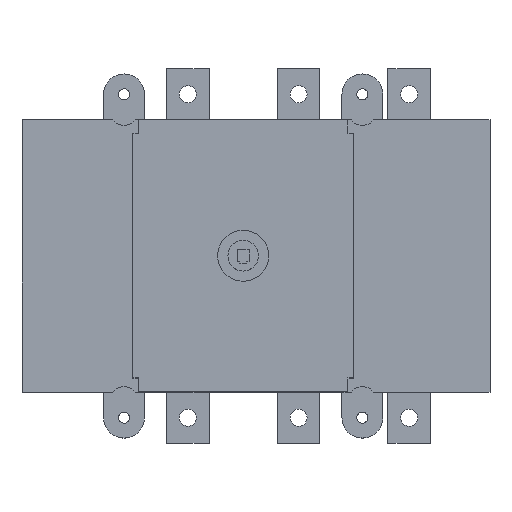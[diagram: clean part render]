
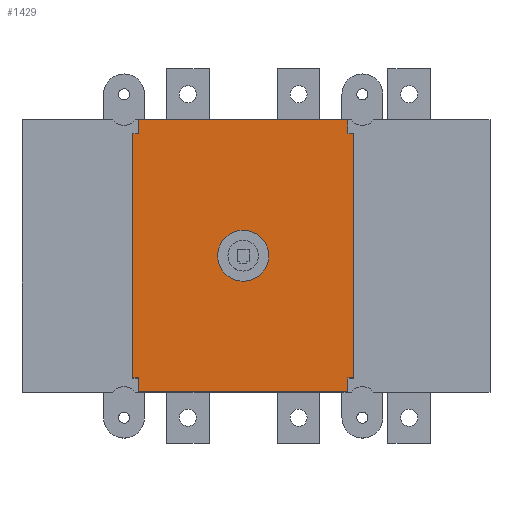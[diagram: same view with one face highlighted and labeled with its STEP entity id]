
A CAD part, top view. The second image highlights one B-rep face of the part: STEP entity #1429.
In plain terms, the highlighted planar face has unit normal (0, 0, 1).
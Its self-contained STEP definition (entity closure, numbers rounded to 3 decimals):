
#86=FACE_BOUND('',#323,.T.);
#175=FACE_OUTER_BOUND('',#322,.T.);
#322=EDGE_LOOP('',(#1178,#1179,#1180,#1181,#1182,#1183,#1184,#1185,#1186,
#1187,#1188,#1189));
#323=EDGE_LOOP('',(#1190));
#490=VERTEX_POINT('',#3041);
#491=VERTEX_POINT('',#3043);
#492=VERTEX_POINT('',#3047);
#493=VERTEX_POINT('',#3051);
#494=VERTEX_POINT('',#3055);
#495=VERTEX_POINT('',#3059);
#496=VERTEX_POINT('',#3063);
#497=VERTEX_POINT('',#3067);
#498=VERTEX_POINT('',#3071);
#499=VERTEX_POINT('',#3073);
#500=VERTEX_POINT('',#3075);
#501=VERTEX_POINT('',#3077);
#502=VERTEX_POINT('',#3080);
#719=EDGE_CURVE('',#490,#491,#1606,.T.);
#722=EDGE_CURVE('',#492,#490,#1609,.T.);
#724=EDGE_CURVE('',#493,#492,#1611,.T.);
#726=EDGE_CURVE('',#494,#493,#1613,.T.);
#728=EDGE_CURVE('',#495,#494,#1615,.T.);
#730=EDGE_CURVE('',#496,#495,#1617,.T.);
#732=EDGE_CURVE('',#497,#496,#1619,.T.);
#733=EDGE_CURVE('',#491,#498,#1620,.T.);
#734=EDGE_CURVE('',#499,#497,#1621,.T.);
#735=EDGE_CURVE('',#500,#499,#1622,.T.);
#736=EDGE_CURVE('',#501,#500,#1623,.T.);
#737=EDGE_CURVE('',#498,#501,#1624,.T.);
#738=EDGE_CURVE('',#502,#502,#1922,.T.);
#1178=ORIENTED_EDGE('',*,*,#733,.F.);
#1179=ORIENTED_EDGE('',*,*,#719,.F.);
#1180=ORIENTED_EDGE('',*,*,#722,.F.);
#1181=ORIENTED_EDGE('',*,*,#724,.F.);
#1182=ORIENTED_EDGE('',*,*,#726,.F.);
#1183=ORIENTED_EDGE('',*,*,#728,.F.);
#1184=ORIENTED_EDGE('',*,*,#730,.F.);
#1185=ORIENTED_EDGE('',*,*,#732,.F.);
#1186=ORIENTED_EDGE('',*,*,#734,.F.);
#1187=ORIENTED_EDGE('',*,*,#735,.F.);
#1188=ORIENTED_EDGE('',*,*,#736,.F.);
#1189=ORIENTED_EDGE('',*,*,#737,.F.);
#1190=ORIENTED_EDGE('',*,*,#738,.T.);
#1328=PLANE('',#2059);
#1429=ADVANCED_FACE('',(#175,#86),#1328,.T.);
#1606=LINE('',#3044,#1810);
#1609=LINE('',#3049,#1813);
#1611=LINE('',#3053,#1815);
#1613=LINE('',#3057,#1817);
#1615=LINE('',#3061,#1819);
#1617=LINE('',#3065,#1821);
#1619=LINE('',#3069,#1823);
#1620=LINE('',#3072,#1824);
#1621=LINE('',#3074,#1825);
#1622=LINE('',#3076,#1826);
#1623=LINE('',#3078,#1827);
#1624=LINE('',#3079,#1828);
#1810=VECTOR('',#2493,10.);
#1813=VECTOR('',#2498,10.);
#1815=VECTOR('',#2502,10.);
#1817=VECTOR('',#2506,10.);
#1819=VECTOR('',#2510,10.);
#1821=VECTOR('',#2514,10.);
#1823=VECTOR('',#2518,10.);
#1824=VECTOR('',#2521,10.);
#1825=VECTOR('',#2522,10.);
#1826=VECTOR('',#2523,10.);
#1827=VECTOR('',#2524,10.);
#1828=VECTOR('',#2525,10.);
#1922=CIRCLE('',#2060,15.);
#2059=AXIS2_PLACEMENT_3D('',#3070,#2519,#2520);
#2060=AXIS2_PLACEMENT_3D('',#3081,#2526,#2527);
#2493=DIRECTION('',(1.,0.,0.));
#2498=DIRECTION('',(0.,1.,0.));
#2502=DIRECTION('',(1.,0.,0.));
#2506=DIRECTION('',(0.,1.,0.));
#2510=DIRECTION('',(-1.,0.,0.));
#2514=DIRECTION('',(0.,1.,0.));
#2518=DIRECTION('',(-1.,0.,0.));
#2519=DIRECTION('center_axis',(0.,0.,1.));
#2520=DIRECTION('ref_axis',(1.,0.,0.));
#2521=DIRECTION('',(0.,-1.,0.));
#2522=DIRECTION('',(0.,-1.,0.));
#2523=DIRECTION('',(-1.,0.,0.));
#2524=DIRECTION('',(0.,-1.,0.));
#2525=DIRECTION('',(1.,0.,0.));
#2526=DIRECTION('center_axis',(0.,0.,-1.));
#2527=DIRECTION('ref_axis',(-1.,0.,0.));
#3041=CARTESIAN_POINT('',(68.5,80.,118.8));
#3043=CARTESIAN_POINT('',(191.5,80.,118.8));
#3044=CARTESIAN_POINT('',(68.5,80.,118.8));
#3047=CARTESIAN_POINT('',(68.5,71.8,118.8));
#3049=CARTESIAN_POINT('',(68.5,71.8,118.8));
#3051=CARTESIAN_POINT('',(65.,71.8,118.8));
#3053=CARTESIAN_POINT('',(65.,71.8,118.8));
#3055=CARTESIAN_POINT('',(65.,-71.8,118.8));
#3057=CARTESIAN_POINT('',(65.,-71.8,118.8));
#3059=CARTESIAN_POINT('',(68.5,-71.8,118.8));
#3061=CARTESIAN_POINT('',(68.5,-71.8,118.8));
#3063=CARTESIAN_POINT('',(68.5,-80.,118.8));
#3065=CARTESIAN_POINT('',(68.5,-80.,118.8));
#3067=CARTESIAN_POINT('',(191.5,-80.,118.8));
#3069=CARTESIAN_POINT('',(191.5,-80.,118.8));
#3070=CARTESIAN_POINT('Origin',(130.,0.,118.8));
#3071=CARTESIAN_POINT('',(191.5,71.8,118.8));
#3072=CARTESIAN_POINT('',(191.5,80.,118.8));
#3073=CARTESIAN_POINT('',(191.5,-71.8,118.8));
#3074=CARTESIAN_POINT('',(191.5,-71.8,118.8));
#3075=CARTESIAN_POINT('',(195.,-71.8,118.8));
#3076=CARTESIAN_POINT('',(195.,-71.8,118.8));
#3077=CARTESIAN_POINT('',(195.,71.8,118.8));
#3078=CARTESIAN_POINT('',(195.,71.8,118.8));
#3079=CARTESIAN_POINT('',(191.5,71.8,118.8));
#3080=CARTESIAN_POINT('',(145.,0.,118.8));
#3081=CARTESIAN_POINT('Origin',(130.,0.,118.8));
